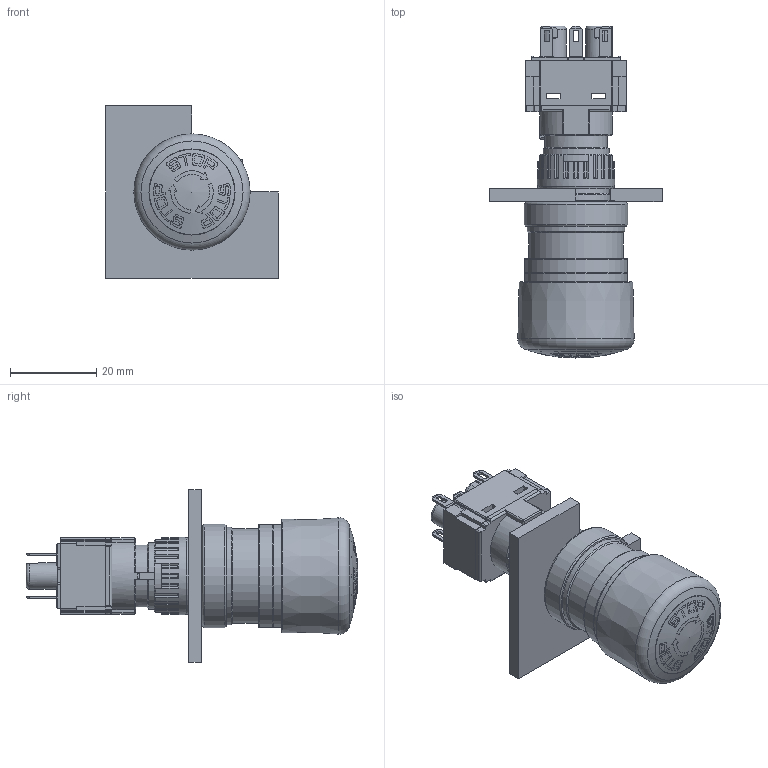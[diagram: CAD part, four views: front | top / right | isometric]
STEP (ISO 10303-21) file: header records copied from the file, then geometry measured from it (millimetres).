
FILE_DESCRIPTION(/* description */ ('Unknown'),/* implementation_level */ '2;1');
FILE_NAME(/* name */ '82_NOT-AUS_Drehentriegelung_Tast-SE_Loet_00326655',/* time_stamp */ '2020-07-07T13:26:27+02:00',/* author */ ('Unknown'),/* organization */ ('Unknown'),/* preprocessor_version */ 'ST-DEVELOPER v16.7',/* originating_system */ 'DEX',/* authorisation */ $);
FILE_SCHEMA (('AUTOMOTIVE_DESIGN {1 0 10303 214 3 1 1}'));
Length unit declared in the file: millimetre
Products named in the file (17): NOT-AUS_Drehentriegelung_Tast-SE_Loet_00326655; Frontplatte-LochD16_00311726; NOT-AUS_Vorsatz_Drehverrieg_STOP-Pfeil_00346330; NOT-AUS_Vorsatzkörper_BR61_00312279; NA-Vorsatzhülse_00312280; NA-Zylinder_00312281; 267750; Kopf_00312283; Deckel_rot_3xPfeil-3xSTOP_00346327; Deckel_00312284; STOP-Pfeil-Symbol_3x_00348226; V-Dichtung_erh-E_00311725; Befestigungsmutter_00311771; Schaltelement_Tast_00311808; Gehäuse-OT-SE-Tast-TK_00311809; Gehäuse-UT-SE-Tast-TK_00311811; Lasche_TSE_00311815
Assembly tree (21 placements, depth 4):
  NOT-AUS_Drehentriegelung_Tast-SE_Loet_00326655
    Frontplatte-LochD16_00311726
    NOT-AUS_Vorsatz_Drehverrieg_STOP-Pfeil_00346330
      NOT-AUS_Vorsatzkörper_BR61_00312279
        NA-Vorsatzhülse_00312280
        NA-Zylinder_00312281
        267750
      Kopf_00312283
      Deckel_rot_3xPfeil-3xSTOP_00346327
        Deckel_00312284
        STOP-Pfeil-Symbol_3x_00348226
      V-Dichtung_erh-E_00311725
    Befestigungsmutter_00311771
    Schaltelement_Tast_00311808
      Gehäuse-OT-SE-Tast-TK_00311809
      Gehäuse-UT-SE-Tast-TK_00311811
      Lasche_TSE_00311815  x6
Bounding box: 40 x 77.1 x 40 mm (x, y, z)
Volume: 16823 mm3; surface area: 19746 mm2
Topology: 31 solids, 31 shells, 967 faces, 2513 edges, 1640 vertices
Faces by surface type: plane 562, cylinder 292, sphere 40, torus 38, cone 35
Full cylindrical faces by diameter (mm): 1.8 x2, 6.1 x1, 10.2 x1, 10.4 x1, 10.5 x1, 11.5 x1, 11.6 x1, 11.7 x1, 12.2 x1, 14.9 x1, 15.5 x1, 16.05 x1, 17.2 x1, 17.9 x1, 18 x2, 19.3 x1, 19.7 x1, 19.8 x2, 20 x1, 21.5 x1, 21.9 x1, 22 x2, 22.6 x3, 22.9 x2, 22.95 x2, 23.85 x1, 23.9 x1, 24 x2
Entity records: 27773 total; most frequent: CARTESIAN_POINT 5848, ORIENTED_EDGE 4476, DIRECTION 4268, EDGE_CURVE 2238, VERTEX_POINT 1507, AXIS2_PLACEMENT_3D 1487, LINE 1294, VECTOR 1294
